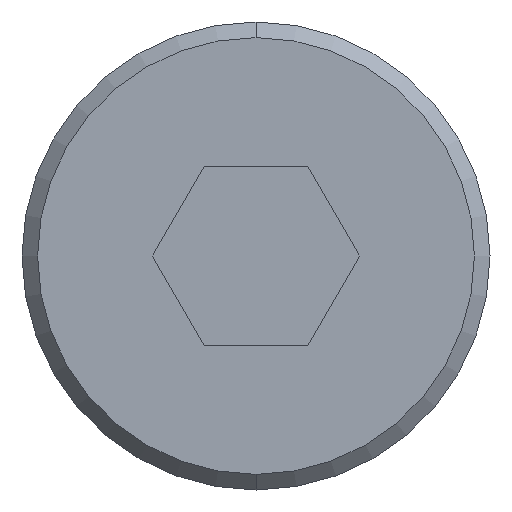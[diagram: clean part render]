
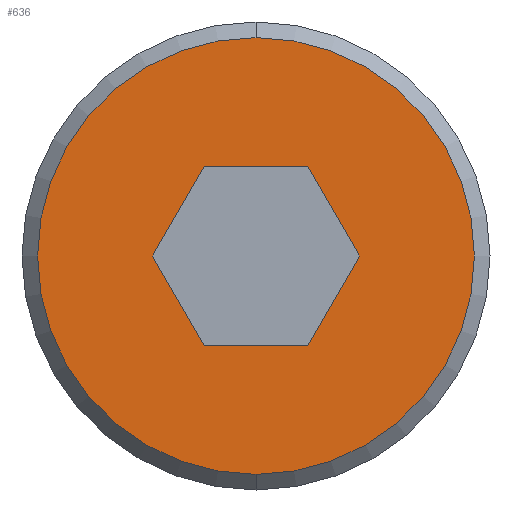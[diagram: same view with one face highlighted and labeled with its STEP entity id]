
A CAD part, front view. The second image highlights one B-rep face of the part: STEP entity #636.
In plain terms, the highlighted planar face has unit normal (0, -1, 0).
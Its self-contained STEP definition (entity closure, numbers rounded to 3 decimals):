
#3 = VECTOR ( 'NONE', #935, 1000. ) ;
#28 = VECTOR ( 'NONE', #920, 1000. ) ;
#33 = EDGE_LOOP ( 'NONE', ( #642, #261 ) ) ;
#60 = EDGE_CURVE ( 'NONE', #344, #520, #945, .T. ) ;
#67 = EDGE_CURVE ( 'NONE', #191, #344, #98, .T. ) ;
#73 = PLANE ( 'NONE',  #707 ) ;
#98 = LINE ( 'NONE', #604, #259 ) ;
#101 = VERTEX_POINT ( 'NONE', #811 ) ;
#108 = DIRECTION ( 'NONE',  ( 0., -1., 0. ) ) ;
#119 = EDGE_CURVE ( 'NONE', #679, #191, #851, .T. ) ;
#140 = ORIENTED_EDGE ( 'NONE', *, *, #267, .F. ) ;
#157 = DIRECTION ( 'NONE',  ( -0.5, 0., 0.866 ) ) ;
#168 = DIRECTION ( 'NONE',  ( 0., 0., 1. ) ) ;
#186 = LINE ( 'NONE', #296, #374 ) ;
#187 = ORIENTED_EDGE ( 'NONE', *, *, #119, .F. ) ;
#191 = VERTEX_POINT ( 'NONE', #554 ) ;
#196 = CARTESIAN_POINT ( 'NONE',  ( -0.664, 0., -1.15 ) ) ;
#226 = CARTESIAN_POINT ( 'NONE',  ( 0., 0., 0. ) ) ;
#229 = CARTESIAN_POINT ( 'NONE',  ( 0.664, 0., 1.15 ) ) ;
#237 = DIRECTION ( 'NONE',  ( 0., -1., 0. ) ) ;
#244 = FACE_OUTER_BOUND ( 'NONE', #33, .T. ) ;
#259 = VECTOR ( 'NONE', #157, 1000. ) ;
#261 = ORIENTED_EDGE ( 'NONE', *, *, #804, .T. ) ;
#267 = EDGE_CURVE ( 'NONE', #101, #679, #275, .T. ) ;
#275 = LINE ( 'NONE', #196, #3 ) ;
#286 = CARTESIAN_POINT ( 'NONE',  ( -0.664, 0., 1.15 ) ) ;
#289 = EDGE_CURVE ( 'NONE', #815, #101, #759, .T. ) ;
#296 = CARTESIAN_POINT ( 'NONE',  ( -0.664, 0., 1.15 ) ) ;
#335 = CARTESIAN_POINT ( 'NONE',  ( 0., 0., 0. ) ) ;
#344 = VERTEX_POINT ( 'NONE', #573 ) ;
#351 = EDGE_CURVE ( 'NONE', #545, #772, #640, .T. ) ;
#355 = ORIENTED_EDGE ( 'NONE', *, *, #67, .F. ) ;
#372 = DIRECTION ( 'NONE',  ( 0., 0., 1. ) ) ;
#374 = VECTOR ( 'NONE', #584, 1000. ) ;
#393 = CARTESIAN_POINT ( 'NONE',  ( 0., 0., -2.8 ) ) ;
#437 = EDGE_LOOP ( 'NONE', ( #140, #546, #829, #699, #355, #187 ) ) ;
#439 = EDGE_CURVE ( 'NONE', #520, #815, #186, .T. ) ;
#477 = FACE_BOUND ( 'NONE', #437, .T. ) ;
#491 = CARTESIAN_POINT ( 'NONE',  ( -1.328, 0., 0. ) ) ;
#506 = CARTESIAN_POINT ( 'NONE',  ( 0., 0., 2.8 ) ) ;
#520 = VERTEX_POINT ( 'NONE', #286 ) ;
#545 = VERTEX_POINT ( 'NONE', #506 ) ;
#546 = ORIENTED_EDGE ( 'NONE', *, *, #289, .F. ) ;
#547 = CARTESIAN_POINT ( 'NONE',  ( 0., 0., 0. ) ) ;
#554 = CARTESIAN_POINT ( 'NONE',  ( 1.328, 0., 0. ) ) ;
#564 = CIRCLE ( 'NONE', #880, 2.8 ) ;
#573 = CARTESIAN_POINT ( 'NONE',  ( 0.664, 0., 1.15 ) ) ;
#584 = DIRECTION ( 'NONE',  ( -0.5, 0., -0.866 ) ) ;
#604 = CARTESIAN_POINT ( 'NONE',  ( 1.328, 0., 0. ) ) ;
#636 = ADVANCED_FACE ( 'NONE', ( #244, #477 ), #73, .F. ) ;
#637 = DIRECTION ( 'NONE',  ( 0., 0., 1. ) ) ;
#640 = CIRCLE ( 'NONE', #742, 2.8 ) ;
#642 = ORIENTED_EDGE ( 'NONE', *, *, #351, .T. ) ;
#675 = CARTESIAN_POINT ( 'NONE',  ( 0.664, 0., -1.15 ) ) ;
#679 = VERTEX_POINT ( 'NONE', #675 ) ;
#683 = CARTESIAN_POINT ( 'NONE',  ( 0.664, 0., -1.15 ) ) ;
#699 = ORIENTED_EDGE ( 'NONE', *, *, #60, .F. ) ;
#707 = AXIS2_PLACEMENT_3D ( 'NONE', #226, #951, #372 ) ;
#742 = AXIS2_PLACEMENT_3D ( 'NONE', #335, #108, #637 ) ;
#749 = CARTESIAN_POINT ( 'NONE',  ( -1.328, 0., 0. ) ) ;
#759 = LINE ( 'NONE', #491, #28 ) ;
#772 = VERTEX_POINT ( 'NONE', #393 ) ;
#779 = VECTOR ( 'NONE', #887, 1000. ) ;
#804 = EDGE_CURVE ( 'NONE', #772, #545, #564, .T. ) ;
#811 = CARTESIAN_POINT ( 'NONE',  ( -0.664, 0., -1.15 ) ) ;
#815 = VERTEX_POINT ( 'NONE', #749 ) ;
#829 = ORIENTED_EDGE ( 'NONE', *, *, #439, .F. ) ;
#851 = LINE ( 'NONE', #683, #779 ) ;
#874 = VECTOR ( 'NONE', #903, 1000. ) ;
#880 = AXIS2_PLACEMENT_3D ( 'NONE', #547, #237, #168 ) ;
#887 = DIRECTION ( 'NONE',  ( 0.5, 0., 0.866 ) ) ;
#903 = DIRECTION ( 'NONE',  ( -1., 0., 0. ) ) ;
#920 = DIRECTION ( 'NONE',  ( 0.5, 0., -0.866 ) ) ;
#935 = DIRECTION ( 'NONE',  ( 1., 0., 0. ) ) ;
#945 = LINE ( 'NONE', #229, #874 ) ;
#951 = DIRECTION ( 'NONE',  ( 0., 1., 0. ) ) ;
